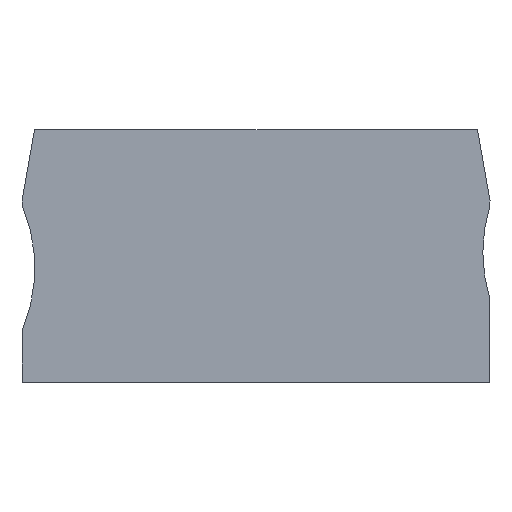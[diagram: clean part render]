
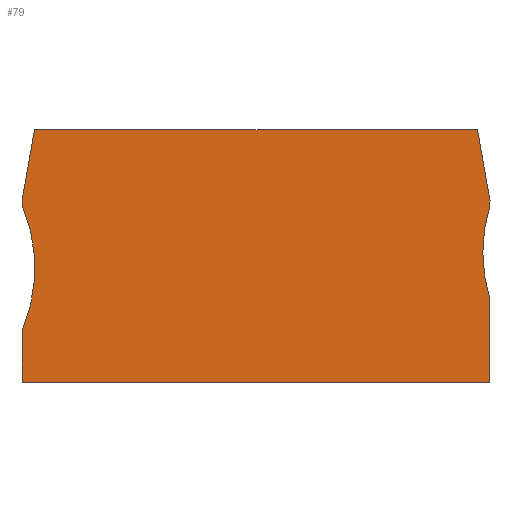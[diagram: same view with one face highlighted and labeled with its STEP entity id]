
A CAD part, left-side view. The second image highlights one B-rep face of the part: STEP entity #79.
In plain terms, the highlighted face is planar.
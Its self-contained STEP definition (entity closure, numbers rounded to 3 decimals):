
#79 = ADVANCED_FACE( '', ( #144 ), #145, .T. );
#144 = FACE_OUTER_BOUND( '', #194, .T. );
#145 = PLANE( '', #195 );
#194 = EDGE_LOOP( '', ( #288, #289, #290, #291, #292, #293, #294, #295, #296, #297 ) );
#195 = AXIS2_PLACEMENT_3D( '', #298, #299, #300 );
#288 = ORIENTED_EDGE( '', *, *, #339, .T. );
#289 = ORIENTED_EDGE( '', *, *, #350, .T. );
#290 = ORIENTED_EDGE( '', *, *, #348, .T. );
#291 = ORIENTED_EDGE( '', *, *, #333, .T. );
#292 = ORIENTED_EDGE( '', *, *, #337, .T. );
#293 = ORIENTED_EDGE( '', *, *, #326, .T. );
#294 = ORIENTED_EDGE( '', *, *, #343, .T. );
#295 = ORIENTED_EDGE( '', *, *, #322, .T. );
#296 = ORIENTED_EDGE( '', *, *, #331, .T. );
#297 = ORIENTED_EDGE( '', *, *, #345, .T. );
#298 = CARTESIAN_POINT( '', ( 24.761, -26.03, 53.67 ) );
#299 = DIRECTION( '', ( 0., 0., -1. ) );
#300 = DIRECTION( '', ( 0., -1., 0. ) );
#322 = EDGE_CURVE( '', #374, #375, #376, .T. );
#326 = EDGE_CURVE( '', #380, #381, #382, .T. );
#331 = EDGE_CURVE( '', #375, #386, #388, .T. );
#333 = EDGE_CURVE( '', #390, #391, #392, .T. );
#337 = EDGE_CURVE( '', #391, #380, #396, .T. );
#339 = EDGE_CURVE( '', #398, #399, #400, .T. );
#343 = EDGE_CURVE( '', #381, #374, #404, .T. );
#345 = EDGE_CURVE( '', #386, #398, #406, .T. );
#348 = EDGE_CURVE( '', #408, #390, #410, .T. );
#350 = EDGE_CURVE( '', #399, #408, #412, .T. );
#374 = VERTEX_POINT( '', #444 );
#375 = VERTEX_POINT( '', #445 );
#376 = CIRCLE( '', #446, 15. );
#380 = VERTEX_POINT( '', #452 );
#381 = VERTEX_POINT( '', #453 );
#382 = LINE( '', #454, #455 );
#386 = VERTEX_POINT( '', #461 );
#388 = LINE( '', #464, #465 );
#390 = VERTEX_POINT( '', #467 );
#391 = VERTEX_POINT( '', #468 );
#392 = CIRCLE( '', #469, 15. );
#396 = LINE( '', #475, #476 );
#398 = VERTEX_POINT( '', #478 );
#399 = VERTEX_POINT( '', #479 );
#400 = LINE( '', #480, #481 );
#404 = LINE( '', #487, #488 );
#406 = LINE( '', #490, #491 );
#408 = VERTEX_POINT( '', #493 );
#410 = LINE( '', #496, #497 );
#412 = LINE( '', #499, #500 );
#444 = CARTESIAN_POINT( '', ( 1.011, -18.43, 53.67 ) );
#445 = CARTESIAN_POINT( '', ( 1.011, -9.43, 53.67 ) );
#446 = AXIS2_PLACEMENT_3D( '', #516, #517, #518 );
#452 = CARTESIAN_POINT( '', ( 46.011, -26.43, 53.67 ) );
#453 = CARTESIAN_POINT( '', ( 1.011, -26.43, 53.67 ) );
#454 = CARTESIAN_POINT( '', ( 24.835, -26.43, 53.67 ) );
#455 = VECTOR( '', #521, 1000. );
#461 = CARTESIAN_POINT( '', ( 1.011, -8.976, 53.67 ) );
#464 = CARTESIAN_POINT( '', ( 1.011, -26.23, 53.67 ) );
#465 = VECTOR( '', #525, 1000. );
#467 = CARTESIAN_POINT( '', ( 46.011, -9.43, 53.67 ) );
#468 = CARTESIAN_POINT( '', ( 46.011, -21.43, 53.67 ) );
#469 = AXIS2_PLACEMENT_3D( '', #526, #527, #528 );
#475 = CARTESIAN_POINT( '', ( 46.011, -26.23, 53.67 ) );
#476 = VECTOR( '', #531, 1000. );
#478 = CARTESIAN_POINT( '', ( 2.218, -2.13, 53.67 ) );
#479 = CARTESIAN_POINT( '', ( 44.804, -2.13, 53.67 ) );
#480 = CARTESIAN_POINT( '', ( 24.835, -2.13, 53.67 ) );
#481 = VECTOR( '', #532, 1000. );
#487 = CARTESIAN_POINT( '', ( 1.011, -26.23, 53.67 ) );
#488 = VECTOR( '', #535, 1000. );
#490 = CARTESIAN_POINT( '', ( -2.031, -26.23, 53.67 ) );
#491 = VECTOR( '', #536, 1000. );
#493 = CARTESIAN_POINT( '', ( 46.011, -8.976, 53.67 ) );
#496 = CARTESIAN_POINT( '', ( 46.011, -26.23, 53.67 ) );
#497 = VECTOR( '', #538, 1000. );
#499 = CARTESIAN_POINT( '', ( 49.054, -26.23, 53.67 ) );
#500 = VECTOR( '', #539, 1000. );
#516 = CARTESIAN_POINT( '', ( -13.298, -13.93, 53.67 ) );
#517 = DIRECTION( '', ( 0., 0., 1. ) );
#518 = DIRECTION( '', ( -0.993, 0.122, 0. ) );
#521 = DIRECTION( '', ( -1., 0., 0. ) );
#525 = DIRECTION( '', ( 0., 1., 0. ) );
#526 = CARTESIAN_POINT( '', ( 59.759, -15.43, 53.67 ) );
#527 = DIRECTION( '', ( 0., 0., 1. ) );
#528 = DIRECTION( '', ( -0.993, 0.122, 0. ) );
#531 = DIRECTION( '', ( 0., -1., 0. ) );
#532 = DIRECTION( '', ( 1., 0., 0. ) );
#535 = DIRECTION( '', ( 0., 1., 0. ) );
#536 = DIRECTION( '', ( 0.174, 0.985, 0. ) );
#538 = DIRECTION( '', ( 0., -1., 0. ) );
#539 = DIRECTION( '', ( 0.174, -0.985, 0. ) );
